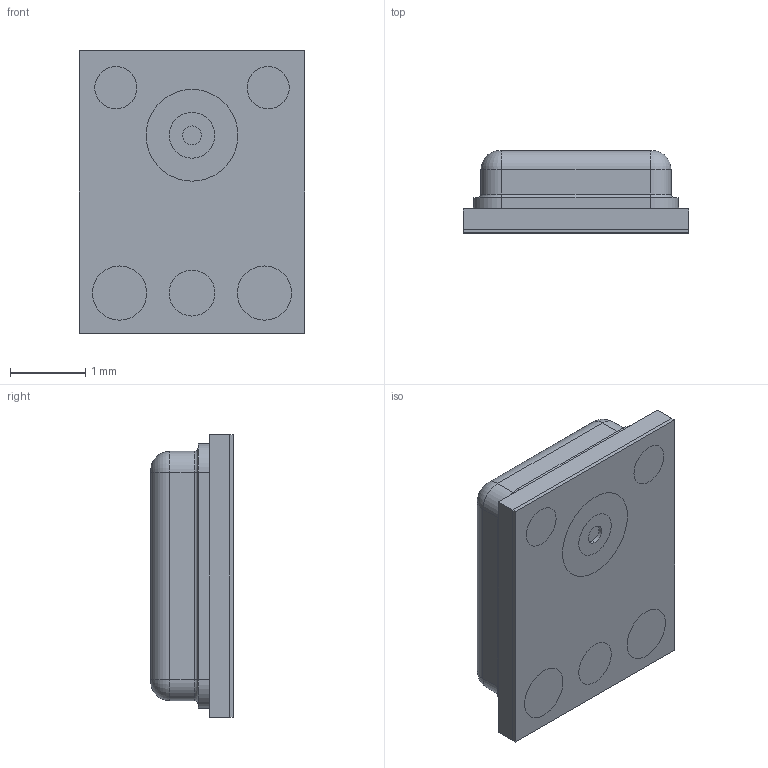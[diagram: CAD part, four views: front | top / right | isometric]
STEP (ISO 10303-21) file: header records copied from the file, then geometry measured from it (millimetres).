
FILE_DESCRIPTION (( 'STEP AP214' ), '1' );
FILE_NAME ('SPU0410LR5H-QB.STEP', '2024-07-10T04:33:19', ( '' ), ( '' ), 'SwSTEP 2.0', 'SolidWorks 2021', '' );
FILE_SCHEMA (( 'AUTOMOTIVE_DESIGN' ));
Length unit declared in the file: millimetre
Products named in the file (1): SPU0410LR5H-QB
Bounding box: 3 x 1.1 x 3.76 mm (x, y, z)
Volume: 10.2 mm3; surface area: 80.8 mm2
Topology: 11 solids, 11 shells, 113 faces, 236 edges, 152 vertices
Faces by surface type: cylinder 60, plane 45, torus 8
Entity records: 3206 total; most frequent: DIRECTION 592, CARTESIAN_POINT 502, ORIENTED_EDGE 472, AXIS2_PLACEMENT_3D 242, EDGE_CURVE 236, VERTEX_POINT 152, EDGE_LOOP 136, CIRCLE 128
